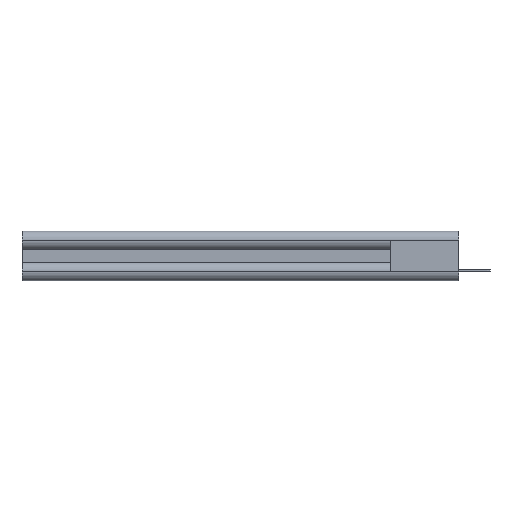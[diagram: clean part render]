
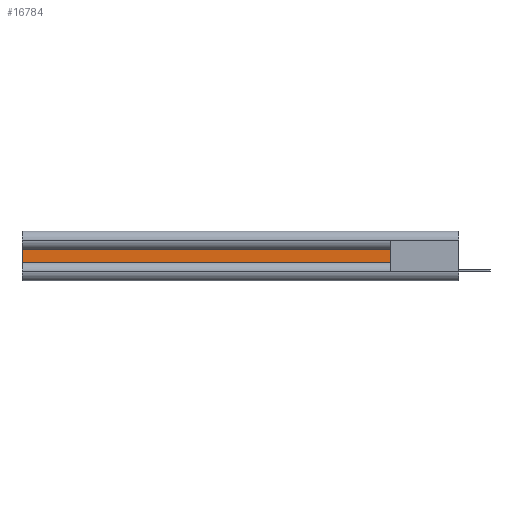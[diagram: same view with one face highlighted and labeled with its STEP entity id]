
A CAD part, left-side view. The second image highlights one B-rep face of the part: STEP entity #16784.
In plain terms, the highlighted planar face has unit normal (-1, 0, 0).
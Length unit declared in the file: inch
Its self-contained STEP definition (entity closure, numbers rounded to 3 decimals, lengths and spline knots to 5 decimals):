
#190 = LINE ( 'NONE', #7016, #8756 ) ;
#2510 = VECTOR ( 'NONE', #13314, 39.37008 ) ;
#2520 = VECTOR ( 'NONE', #20857, 39.37008 ) ;
#2848 = ORIENTED_EDGE ( 'NONE', *, *, #14708, .F. ) ;
#3119 = CARTESIAN_POINT ( 'NONE',  ( 0.044, 0.37012, 0.0465 ) ) ;
#3203 = CARTESIAN_POINT ( 'NONE',  ( 0.044, 0.473, 0.0465 ) ) ;
#4183 = PLANE ( 'NONE',  #20426 ) ;
#4714 = LINE ( 'NONE', #3119, #8702 ) ;
#5723 = VERTEX_POINT ( 'NONE', #17849 ) ;
#5887 = DIRECTION ( 'NONE',  ( 1., 0., 0. ) ) ;
#7016 = CARTESIAN_POINT ( 'NONE',  ( 0.044, 0.473, -0.0465 ) ) ;
#7186 = VERTEX_POINT ( 'NONE', #18593 ) ;
#8702 = VECTOR ( 'NONE', #9973, 39.37008 ) ;
#8748 = DIRECTION ( 'NONE',  ( 0., 0., -1. ) ) ;
#8756 = VECTOR ( 'NONE', #8748, 39.37008 ) ;
#9824 = ORIENTED_EDGE ( 'NONE', *, *, #17012, .F. ) ;
#9973 = DIRECTION ( 'NONE',  ( 0., 1., 0. ) ) ;
#9976 = CARTESIAN_POINT ( 'NONE',  ( 0.044, 0.37012, -0.0465 ) ) ;
#10907 = CARTESIAN_POINT ( 'NONE',  ( 0.044, 3., -0.0465 ) ) ;
#10924 = EDGE_CURVE ( 'NONE', #17027, #7186, #4714, .T. ) ;
#12928 = FACE_OUTER_BOUND ( 'NONE', #14301, .T. ) ;
#13314 = DIRECTION ( 'NONE',  ( 0., 1., 0. ) ) ;
#13914 = ORIENTED_EDGE ( 'NONE', *, *, #10924, .T. ) ;
#14069 = CARTESIAN_POINT ( 'NONE',  ( 0.044, 0.473, -0.0465 ) ) ;
#14301 = EDGE_LOOP ( 'NONE', ( #13914, #17205, #9824, #2848 ) ) ;
#14708 = EDGE_CURVE ( 'NONE', #17027, #16083, #190, .T. ) ;
#16008 = CARTESIAN_POINT ( 'NONE',  ( 0.044, 0.37012, -0.0465 ) ) ;
#16037 = LINE ( 'NONE', #9976, #2510 ) ;
#16051 = LINE ( 'NONE', #10907, #2520 ) ;
#16083 = VERTEX_POINT ( 'NONE', #14069 ) ;
#16784 = ADVANCED_FACE ( 'NONE', ( #12928 ), #4183, .F. ) ;
#17012 = EDGE_CURVE ( 'NONE', #16083, #5723, #16037, .T. ) ;
#17027 = VERTEX_POINT ( 'NONE', #3203 ) ;
#17205 = ORIENTED_EDGE ( 'NONE', *, *, #19917, .T. ) ;
#17699 = DIRECTION ( 'NONE',  ( 0., 0., -1. ) ) ;
#17849 = CARTESIAN_POINT ( 'NONE',  ( 0.044, 3., -0.0465 ) ) ;
#18593 = CARTESIAN_POINT ( 'NONE',  ( 0.044, 3., 0.0465 ) ) ;
#19917 = EDGE_CURVE ( 'NONE', #7186, #5723, #16051, .T. ) ;
#20426 = AXIS2_PLACEMENT_3D ( 'NONE', #16008, #5887, #17699 ) ;
#20857 = DIRECTION ( 'NONE',  ( 0., 0., -1. ) ) ;
